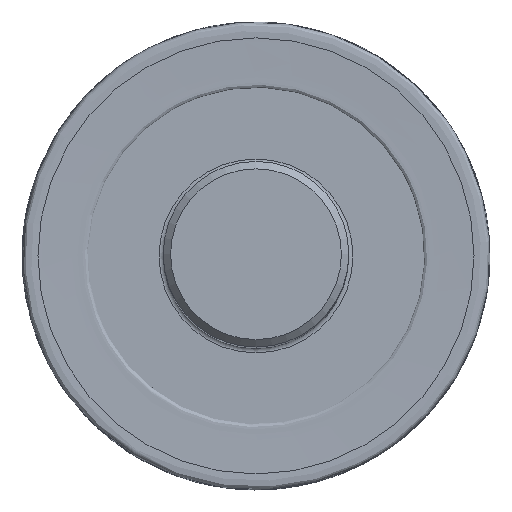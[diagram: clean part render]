
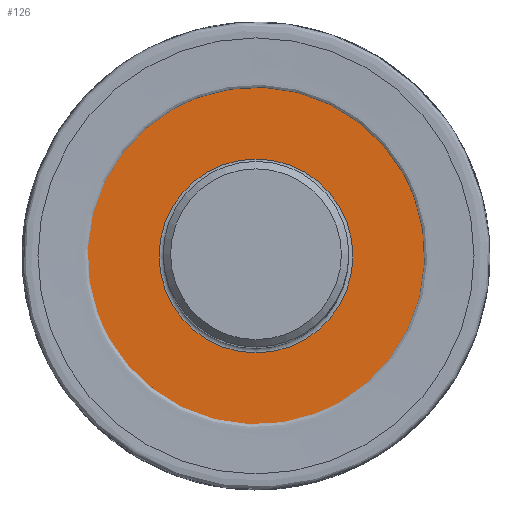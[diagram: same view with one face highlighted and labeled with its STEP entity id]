
A CAD part, top view. The second image highlights one B-rep face of the part: STEP entity #126.
In plain terms, the highlighted planar face has unit normal (0, 0, 1).
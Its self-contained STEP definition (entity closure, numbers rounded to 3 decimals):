
#126=ADVANCED_FACE('TB_SU_5',(#143,#144),#140,.T.);
#140=PLANE('',#352);
#143=FACE_BOUND('',#165,.T.);
#144=FACE_BOUND('',#166,.T.);
#165=EDGE_LOOP('',(#187));
#166=EDGE_LOOP('',(#188));
#187=ORIENTED_EDGE('',*,*,#222,.T.);
#188=ORIENTED_EDGE('',*,*,#223,.T.);
#209=VERTEX_POINT('',#473);
#210=VERTEX_POINT('',#475);
#222=EDGE_CURVE('',#209,#209,#233,.T.);
#223=EDGE_CURVE('',#210,#210,#234,.T.);
#233=CIRCLE('',#350,13.05);
#234=CIRCLE('',#351,29.359);
#350=AXIS2_PLACEMENT_3D('',#472,#398,#399);
#351=AXIS2_PLACEMENT_3D('',#474,#400,#401);
#352=AXIS2_PLACEMENT_3D('',#476,#402,#403);
#398=DIRECTION('',(0.,0.,-1.));
#399=DIRECTION('',(1.,0.,0.));
#400=DIRECTION('',(0.,0.,1.));
#401=DIRECTION('',(1.,0.,0.));
#402=DIRECTION('',(0.,0.,1.));
#403=DIRECTION('',(1.,0.,0.));
#472=CARTESIAN_POINT('',(0.,0.,-130.5));
#473=CARTESIAN_POINT('',(13.05,0.,-130.5));
#474=CARTESIAN_POINT('',(0.,0.,-130.5));
#475=CARTESIAN_POINT('',(29.359,0.,-130.5));
#476=CARTESIAN_POINT('',(-30.359,0.,-130.5));
